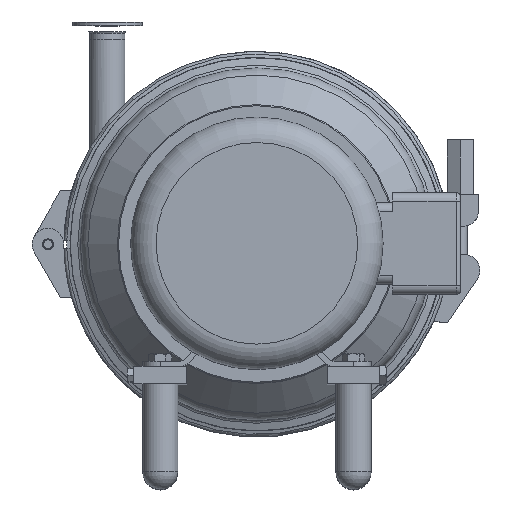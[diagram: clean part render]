
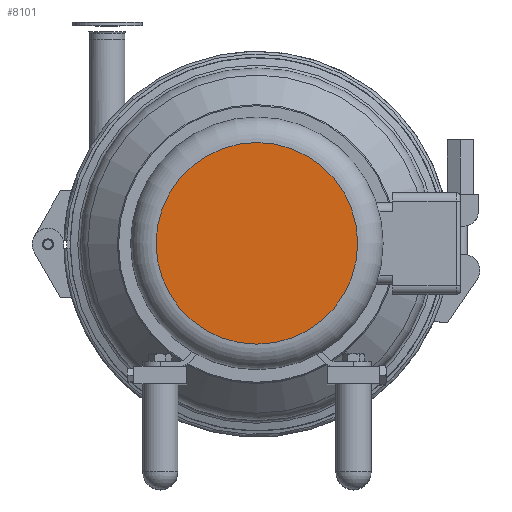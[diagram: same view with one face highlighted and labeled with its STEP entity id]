
A CAD part, top view. The second image highlights one B-rep face of the part: STEP entity #8101.
In plain terms, the highlighted planar face has unit normal (0, 0, 1).
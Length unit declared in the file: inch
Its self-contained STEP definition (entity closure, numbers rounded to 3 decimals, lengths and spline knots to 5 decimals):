
#1661=PLANE('',#8842);
#2069=FACE_OUTER_BOUND('',#2545,.T.);
#2545=EDGE_LOOP('',(#7015,#7016));
#2922=CIRCLE('',#8843,2.869);
#2923=CIRCLE('',#8844,2.869);
#3802=VERTEX_POINT('',#14148);
#3803=VERTEX_POINT('',#14149);
#4911=EDGE_CURVE('',#3802,#3803,#2922,.T.);
#4912=EDGE_CURVE('',#3803,#3802,#2923,.T.);
#7015=ORIENTED_EDGE('',*,*,#4911,.F.);
#7016=ORIENTED_EDGE('',*,*,#4912,.F.);
#8101=ADVANCED_FACE('',(#2069),#1661,.T.);
#8842=AXIS2_PLACEMENT_3D('',#14147,#10802,#10803);
#8843=AXIS2_PLACEMENT_3D('',#14150,#10804,#10805);
#8844=AXIS2_PLACEMENT_3D('',#14151,#10806,#10807);
#10802=DIRECTION('center_axis',(0.,0.,
1.));
#10803=DIRECTION('ref_axis',(0.,1.,0.));
#10804=DIRECTION('center_axis',(0.,0.,
-1.));
#10805=DIRECTION('ref_axis',(1.,0.,0.));
#10806=DIRECTION('center_axis',(0.,0.,
-1.));
#10807=DIRECTION('ref_axis',(1.,0.,0.));
#14147=CARTESIAN_POINT('Origin',(-3.595,0.,15.02827));
#14148=CARTESIAN_POINT('',(-2.869,0.,15.02827));
#14149=CARTESIAN_POINT('',(0.,2.869,15.02827));
#14150=CARTESIAN_POINT('Origin',(0.,0.,15.02827));
#14151=CARTESIAN_POINT('Origin',(0.,0.,15.02827));
